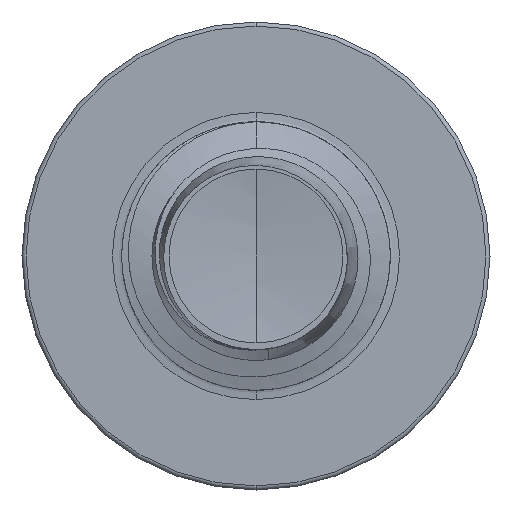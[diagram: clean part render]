
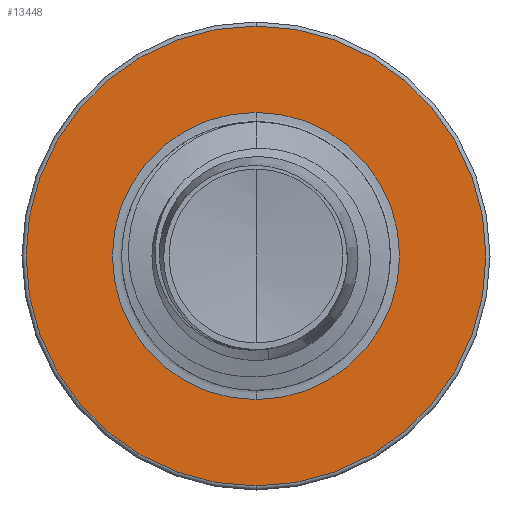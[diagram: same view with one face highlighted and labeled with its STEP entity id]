
A CAD part, front view. The second image highlights one B-rep face of the part: STEP entity #13448.
In plain terms, the highlighted planar face has unit normal (0, -1, 0).
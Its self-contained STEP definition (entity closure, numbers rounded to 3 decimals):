
#129 = VERTEX_POINT ( 'NONE', #2801 ) ;
#908 = AXIS2_PLACEMENT_3D ( 'NONE', #14474, #8515, #1408 ) ;
#944 = CARTESIAN_POINT ( 'NONE',  ( 0., 6., -1.872 ) ) ;
#1408 = DIRECTION ( 'NONE',  ( 0., 0., 1. ) ) ;
#1797 = AXIS2_PLACEMENT_3D ( 'NONE', #11412, #5245, #12335 ) ;
#1854 = ORIENTED_EDGE ( 'NONE', *, *, #10507, .F. ) ;
#2002 = AXIS2_PLACEMENT_3D ( 'NONE', #4151, #4111, #4108 ) ;
#2313 = DIRECTION ( 'NONE',  ( 0., 1., 0. ) ) ;
#2382 = CIRCLE ( 'NONE', #2002, 1.872 ) ;
#2801 = CARTESIAN_POINT ( 'NONE',  ( 0., 6., 1.872 ) ) ;
#2820 = CARTESIAN_POINT ( 'NONE',  ( 0., 6., 2.998 ) ) ;
#3107 = EDGE_CURVE ( 'NONE', #129, #7005, #2382, .T. ) ;
#3693 = EDGE_LOOP ( 'NONE', ( #9649, #1854 ) ) ;
#4108 = DIRECTION ( 'NONE',  ( 0., 0., 1. ) ) ;
#4111 = DIRECTION ( 'NONE',  ( 0., 1., 0. ) ) ;
#4151 = CARTESIAN_POINT ( 'NONE',  ( 0., 6., 0. ) ) ;
#4329 = AXIS2_PLACEMENT_3D ( 'NONE', #11910, #5947, #12883 ) ;
#4791 = EDGE_CURVE ( 'NONE', #9264, #9586, #12121, .T. ) ;
#5245 = DIRECTION ( 'NONE',  ( 0., 1., 0. ) ) ;
#5947 = DIRECTION ( 'NONE',  ( 0., 1., 0. ) ) ;
#6003 = AXIS2_PLACEMENT_3D ( 'NONE', #944, #2313, #10151 ) ;
#7005 = VERTEX_POINT ( 'NONE', #10504 ) ;
#8018 = FACE_OUTER_BOUND ( 'NONE', #3693, .T. ) ;
#8190 = PLANE ( 'NONE',  #6003 ) ;
#8515 = DIRECTION ( 'NONE',  ( 0., 1., 0. ) ) ;
#9264 = VERTEX_POINT ( 'NONE', #2820 ) ;
#9586 = VERTEX_POINT ( 'NONE', #9838 ) ;
#9598 = EDGE_LOOP ( 'NONE', ( #11435, #11313 ) ) ;
#9649 = ORIENTED_EDGE ( 'NONE', *, *, #4791, .F. ) ;
#9838 = CARTESIAN_POINT ( 'NONE',  ( 0., 6., -2.997 ) ) ;
#10151 = DIRECTION ( 'NONE',  ( 0., 0., 1. ) ) ;
#10504 = CARTESIAN_POINT ( 'NONE',  ( 0., 6., -1.872 ) ) ;
#10507 = EDGE_CURVE ( 'NONE', #9586, #9264, #11794, .T. ) ;
#10924 = FACE_BOUND ( 'NONE', #9598, .T. ) ;
#11176 = EDGE_CURVE ( 'NONE', #7005, #129, #12838, .T. ) ;
#11313 = ORIENTED_EDGE ( 'NONE', *, *, #11176, .T. ) ;
#11412 = CARTESIAN_POINT ( 'NONE',  ( 0., 6., 0. ) ) ;
#11435 = ORIENTED_EDGE ( 'NONE', *, *, #3107, .T. ) ;
#11794 = CIRCLE ( 'NONE', #908, 2.998 ) ;
#11910 = CARTESIAN_POINT ( 'NONE',  ( 0., 6., 0. ) ) ;
#12121 = CIRCLE ( 'NONE', #4329, 2.998 ) ;
#12335 = DIRECTION ( 'NONE',  ( 0., 0., 1. ) ) ;
#12838 = CIRCLE ( 'NONE', #1797, 1.872 ) ;
#12883 = DIRECTION ( 'NONE',  ( 0., 0., 1. ) ) ;
#13448 = ADVANCED_FACE ( 'NONE', ( #8018, #10924 ), #8190, .F. ) ;
#14474 = CARTESIAN_POINT ( 'NONE',  ( 0., 6., 0. ) ) ;
